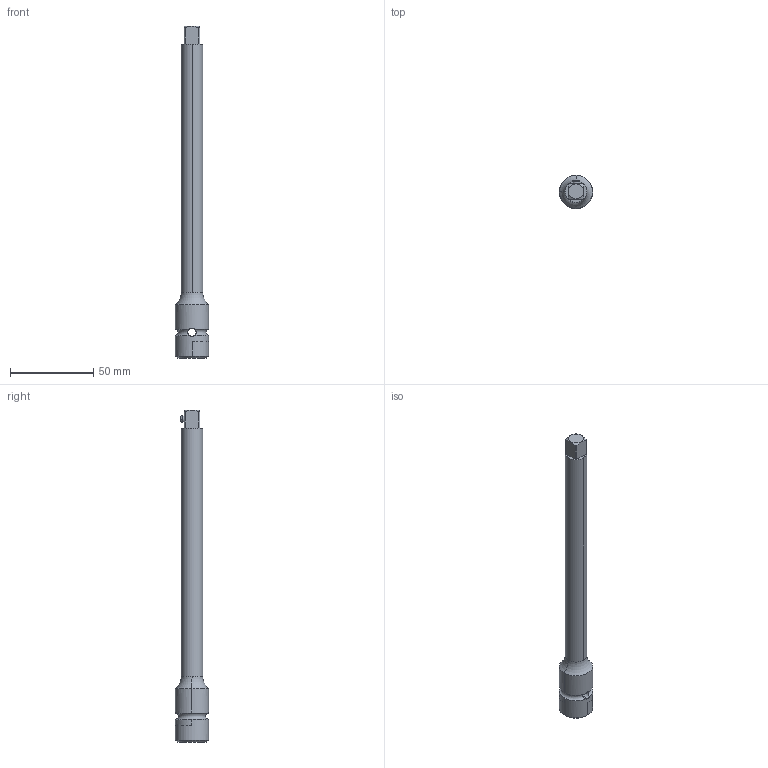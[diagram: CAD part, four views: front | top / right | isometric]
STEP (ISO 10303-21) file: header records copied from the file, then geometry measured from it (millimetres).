
FILE_DESCRIPTION((''),'2;1');
FILE_NAME('4023361101','2023-08-22T12:09:43',('A00565553'),(''),'CREO PARAMETRIC BY PTC INC, 2022414','CREO PARAMETRIC BY PTC INC, 2022414','');
FILE_SCHEMA(('CONFIG_CONTROL_DESIGN','GEOMETRIC_VALIDATION_PROPERTIES_MIM'));
Length unit declared in the file: millimetre
Products named in the file (1): 4023361101
Bounding box: 20 x 20 x 200 mm (x, y, z)
Volume: 29215.8 mm3; surface area: 10438.1 mm2
Topology: 1 solids, 2 shells, 59 faces, 152 edges, 97 vertices
Faces by surface type: cylinder 26, plane 15, cone 12, torus 6
Entity records: 2629 total; most frequent: CARTESIAN_POINT 480, DIRECTION 316, ORIENTED_EDGE 300, PRESENTATION_STYLE_ASSIGNMENT 160, STYLED_ITEM 152, CURVE_STYLE 150, EDGE_CURVE 150, AXIS2_PLACEMENT_3D 130
